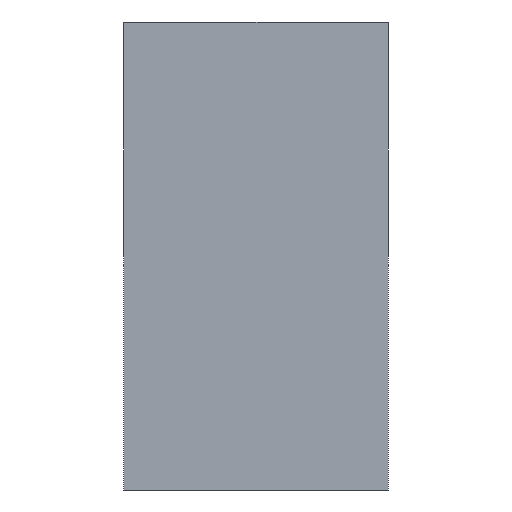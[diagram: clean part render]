
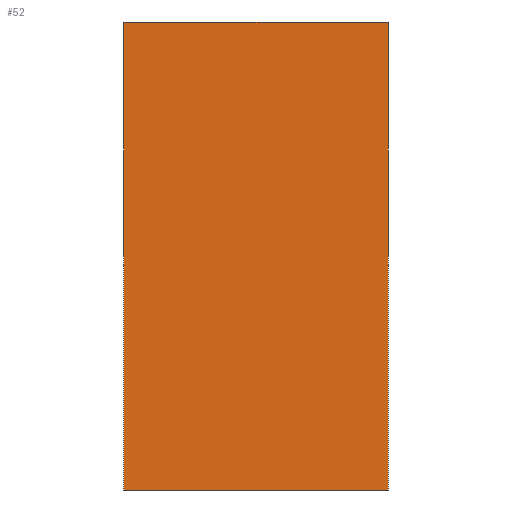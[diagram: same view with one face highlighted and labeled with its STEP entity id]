
A CAD part, left-side view. The second image highlights one B-rep face of the part: STEP entity #52.
In plain terms, the highlighted planar face has unit normal (-1, 0, 0).
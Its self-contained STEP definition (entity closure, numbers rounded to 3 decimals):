
#52 = ADVANCED_FACE( '', ( #110 ), #111, .F. );
#110 = FACE_OUTER_BOUND( '', #159, .T. );
#111 = PLANE( '', #160 );
#159 = EDGE_LOOP( '', ( #235, #236, #237, #238 ) );
#160 = AXIS2_PLACEMENT_3D( '', #239, #240, #241 );
#235 = ORIENTED_EDGE( '', *, *, #266, .T. );
#236 = ORIENTED_EDGE( '', *, *, #269, .F. );
#237 = ORIENTED_EDGE( '', *, *, #248, .F. );
#238 = ORIENTED_EDGE( '', *, *, #259, .T. );
#239 = CARTESIAN_POINT( '', ( -273., 21.5, 76. ) );
#240 = DIRECTION( '', ( 1., 0., 0. ) );
#241 = DIRECTION( '', ( 0., 0., -1. ) );
#248 = EDGE_CURVE( '', #282, #284, #285, .T. );
#259 = EDGE_CURVE( '', #282, #299, #301, .T. );
#266 = EDGE_CURVE( '', #299, #310, #312, .T. );
#269 = EDGE_CURVE( '', #284, #310, #315, .T. );
#282 = VERTEX_POINT( '', #328 );
#284 = VERTEX_POINT( '', #331 );
#285 = LINE( '', #332, #333 );
#299 = VERTEX_POINT( '', #352 );
#301 = LINE( '', #355, #356 );
#310 = VERTEX_POINT( '', #365 );
#312 = LINE( '', #368, #369 );
#315 = LINE( '', #372, #373 );
#328 = CARTESIAN_POINT( '', ( -273., 21.5, 76. ) );
#331 = CARTESIAN_POINT( '', ( -273., -21.5, 76. ) );
#332 = CARTESIAN_POINT( '', ( -273., 21.5, 76. ) );
#333 = VECTOR( '', #389, 1000. );
#352 = CARTESIAN_POINT( '', ( -273., 21.5, 0. ) );
#355 = CARTESIAN_POINT( '', ( -273., 21.5, 76. ) );
#356 = VECTOR( '', #399, 1000. );
#365 = CARTESIAN_POINT( '', ( -273., -21.5, 0. ) );
#368 = CARTESIAN_POINT( '', ( -273., 21.5, 0. ) );
#369 = VECTOR( '', #410, 1000. );
#372 = CARTESIAN_POINT( '', ( -273., -21.5, 76. ) );
#373 = VECTOR( '', #411, 1000. );
#389 = DIRECTION( '', ( 0., -1., 0. ) );
#399 = DIRECTION( '', ( 0., 0., -1. ) );
#410 = DIRECTION( '', ( 0., -1., 0. ) );
#411 = DIRECTION( '', ( 0., 0., -1. ) );
